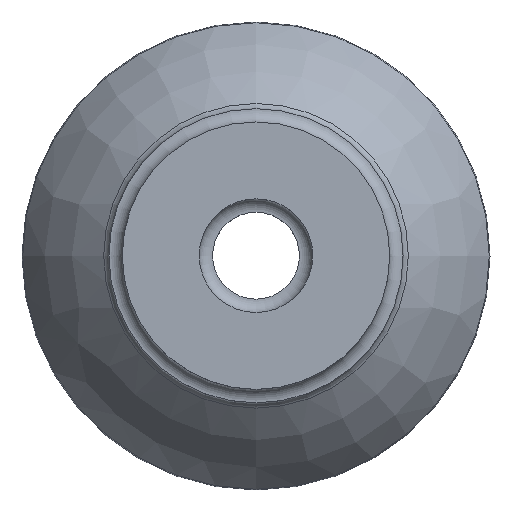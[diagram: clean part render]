
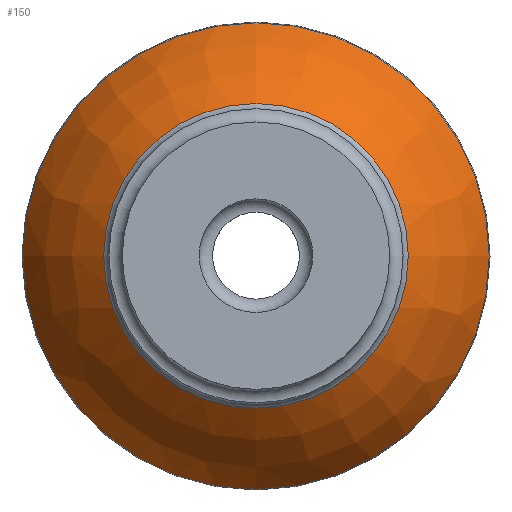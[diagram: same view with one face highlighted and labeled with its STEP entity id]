
A CAD part, top view. The second image highlights one B-rep face of the part: STEP entity #150.
In plain terms, the highlighted free-form (B-spline) face has degree [3, 3] with [4, 7] control points.
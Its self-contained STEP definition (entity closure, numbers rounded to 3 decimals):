
#150 = ADVANCED_FACE( '', ( #331, #332 ), #333, .T. );
#331 = FACE_OUTER_BOUND( '', #965, .T. );
#332 = FACE_OUTER_BOUND( '', #966, .T. );
#333 = ( B_SPLINE_SURFACE( 3, 3, ( ( #968, #969, #970, #971, #972, #973, #974 ), ( #975, #976, #977, #978, #979, #980, #981 ), ( #982, #983, #984, #985, #986, #987, #988 ), ( #989, #990, #991, #992, #993, #994, #995 ) ), .UNSPECIFIED., .F., .T., .F. )B_SPLINE_SURFACE_WITH_KNOTS( ( 4, 4 ), ( 4, 3, 4 ), ( 0., 6.283 ), ( -0.915, -0.685, -0.455 ), .UNSPECIFIED. )RATIONAL_B_SPLINE_SURFACE( ( ( 1., 0.333, 0.333, 1., 0.333, 0.333, 1. ), ( 0.982, 0.327, 0.327, 0.982, 0.327, 0.327, 0.982 ), ( 0.982, 0.327, 0.327, 0.982, 0.327, 0.327, 0.982 ), ( 1., 0.333, 0.333, 1., 0.333, 0.333, 1. ) ) )BOUNDED_SURFACE(  )REPRESENTATION_ITEM( '' )GEOMETRIC_REPRESENTATION_ITEM(  )SURFACE(  ) );
#965 = EDGE_LOOP( '', ( #1523 ) );
#966 = EDGE_LOOP( '', ( #1524 ) );
#968 = CARTESIAN_POINT( '', ( -17.444, 0., 0.792 ) );
#969 = CARTESIAN_POINT( '', ( -17.444, 34.888, 0.792 ) );
#970 = CARTESIAN_POINT( '', ( 17.444, 34.888, 0.792 ) );
#971 = CARTESIAN_POINT( '', ( 17.444, 0., 0.792 ) );
#972 = CARTESIAN_POINT( '', ( 17.444, -34.888, 0.792 ) );
#973 = CARTESIAN_POINT( '', ( -17.444, -34.888, 0.792 ) );
#974 = CARTESIAN_POINT( '', ( -17.444, 0., 0.792 ) );
#975 = CARTESIAN_POINT( '', ( -16.018, 0., 3.709 ) );
#976 = CARTESIAN_POINT( '', ( -16.018, 32.035, 3.709 ) );
#977 = CARTESIAN_POINT( '', ( 16.018, 32.035, 3.709 ) );
#978 = CARTESIAN_POINT( '', ( 16.018, 0., 3.709 ) );
#979 = CARTESIAN_POINT( '', ( 16.018, -32.035, 3.709 ) );
#980 = CARTESIAN_POINT( '', ( -16.018, -32.035, 3.709 ) );
#981 = CARTESIAN_POINT( '', ( -16.018, 0., 3.709 ) );
#982 = CARTESIAN_POINT( '', ( -13.963, 0., 6.225 ) );
#983 = CARTESIAN_POINT( '', ( -13.963, 27.927, 6.225 ) );
#984 = CARTESIAN_POINT( '', ( 13.963, 27.927, 6.225 ) );
#985 = CARTESIAN_POINT( '', ( 13.963, 0., 6.225 ) );
#986 = CARTESIAN_POINT( '', ( 13.963, -27.927, 6.225 ) );
#987 = CARTESIAN_POINT( '', ( -13.963, -27.927, 6.225 ) );
#988 = CARTESIAN_POINT( '', ( -13.963, 0., 6.225 ) );
#989 = CARTESIAN_POINT( '', ( -11.39, 0., 8.207 ) );
#990 = CARTESIAN_POINT( '', ( -11.39, 22.78, 8.207 ) );
#991 = CARTESIAN_POINT( '', ( 11.39, 22.78, 8.207 ) );
#992 = CARTESIAN_POINT( '', ( 11.39, 0., 8.207 ) );
#993 = CARTESIAN_POINT( '', ( 11.39, -22.78, 8.207 ) );
#994 = CARTESIAN_POINT( '', ( -11.39, -22.78, 8.207 ) );
#995 = CARTESIAN_POINT( '', ( -11.39, 0., 8.207 ) );
#1523 = ORIENTED_EDGE( '', *, *, #1753, .T. );
#1524 = ORIENTED_EDGE( '', *, *, #1754, .F. );
#1753 = EDGE_CURVE( '', #2041, #2041, #2042, .T. );
#1754 = EDGE_CURVE( '', #2043, #2043, #2044, .T. );
#2041 = VERTEX_POINT( '', #3285 );
#2042 = CIRCLE( '', #3286, 11.39 );
#2043 = VERTEX_POINT( '', #3287 );
#2044 = CIRCLE( '', #3288, 17.444 );
#3285 = CARTESIAN_POINT( '', ( -11.39, 0., 8.207 ) );
#3286 = AXIS2_PLACEMENT_3D( '', #3407, #3408, #3409 );
#3287 = CARTESIAN_POINT( '', ( -17.444, 0., 0.792 ) );
#3288 = AXIS2_PLACEMENT_3D( '', #3410, #3411, #3412 );
#3407 = CARTESIAN_POINT( '', ( 0., 0., 8.207 ) );
#3408 = DIRECTION( '', ( 0., 0., -1. ) );
#3409 = DIRECTION( '', ( -1., 0., 0. ) );
#3410 = CARTESIAN_POINT( '', ( 0., 0., 0.792 ) );
#3411 = DIRECTION( '', ( 0., 0., -1. ) );
#3412 = DIRECTION( '', ( -1., 0., 0. ) );
